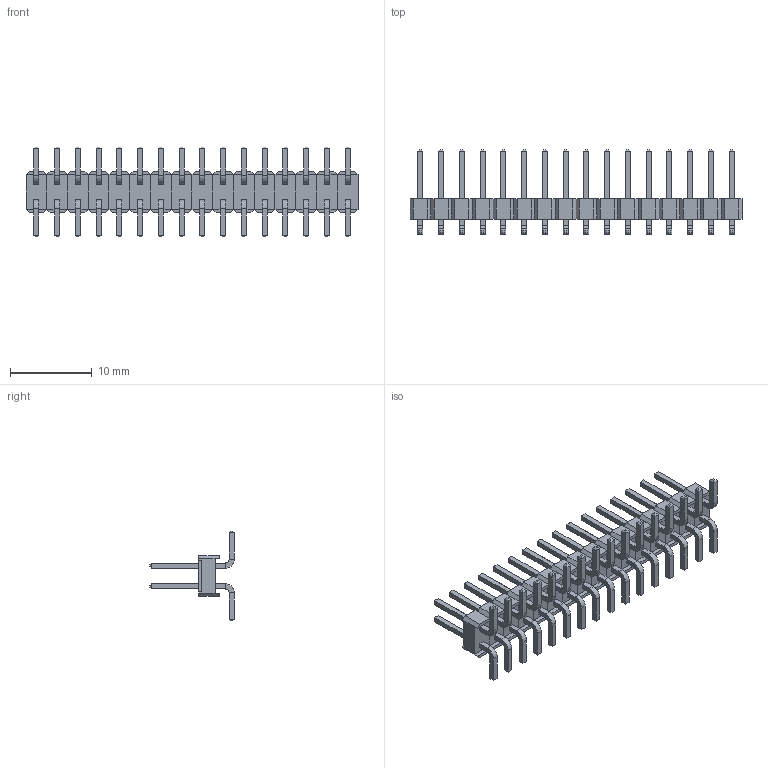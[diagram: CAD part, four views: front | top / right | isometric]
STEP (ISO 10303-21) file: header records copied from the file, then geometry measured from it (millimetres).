
FILE_DESCRIPTION (( 'STEP AP214' ), '1' );
FILE_NAME ('PLD_32SMD.STEP', '2019-07-03T12:46:39', ( '' ), ( '' ), 'SwSTEP 2.0', 'SolidWorks 2018', '' );
FILE_SCHEMA (( 'AUTOMOTIVE_DESIGN' ));
Length unit declared in the file: millimetre
Products named in the file (1): PLD_32SMD
Bounding box: 40.64 x 10.36 x 11 mm (x, y, z)
Volume: 557.4 mm3; surface area: 1899.7 mm2
Topology: 16 solids, 16 shells, 1184 faces, 2688 edges, 1600 vertices
Faces by surface type: plane 1120, cylinder 64
Entity records: 45005 total; most frequent: CARTESIAN_POINT 5473, ORIENTED_EDGE 5376, DIRECTION 5186, EDGE_CURVE 2688, LINE 2560, VECTOR 2560, VERTEX_POINT 1600, AXIS2_PLACEMENT_3D 1313
